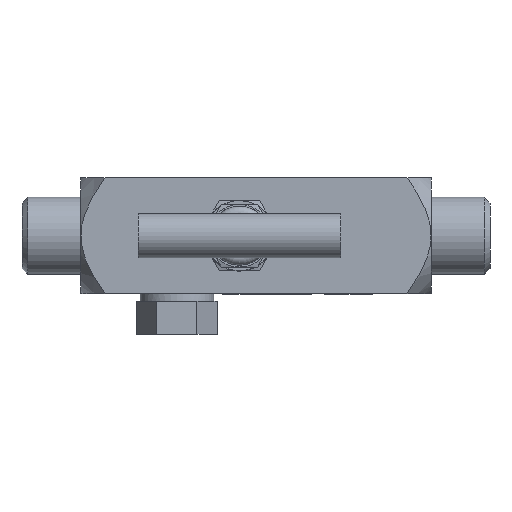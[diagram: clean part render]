
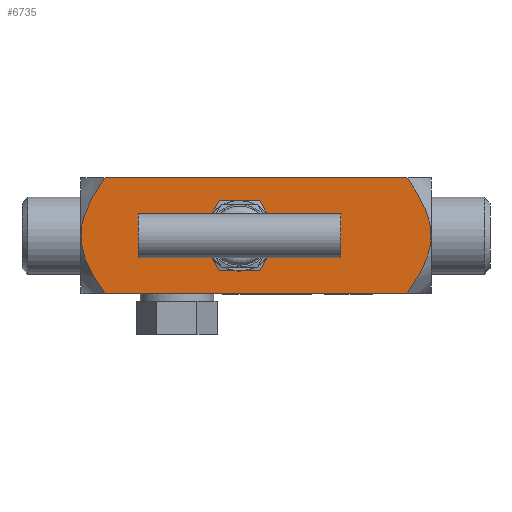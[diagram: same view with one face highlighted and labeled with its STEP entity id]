
A CAD part, left-side view. The second image highlights one B-rep face of the part: STEP entity #6735.
In plain terms, the highlighted planar face has unit normal (-1, 0, 0).
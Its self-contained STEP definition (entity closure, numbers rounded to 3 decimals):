
#160=(
BOUNDED_CURVE()
B_SPLINE_CURVE(2,(#10109,#10110,#10111),.UNSPECIFIED.,.F.,.F.)
B_SPLINE_CURVE_WITH_KNOTS((3,3),(1.617,3.987),
 .UNSPECIFIED.)
CURVE()
GEOMETRIC_REPRESENTATION_ITEM()
RATIONAL_B_SPLINE_CURVE((1.141,1.173,1.))
REPRESENTATION_ITEM('')
);
#162=(
BOUNDED_CURVE()
B_SPLINE_CURVE(2,(#10117,#10118,#10119),.UNSPECIFIED.,.F.,.F.)
B_SPLINE_CURVE_WITH_KNOTS((3,3),(3.987,6.358),
 .UNSPECIFIED.)
CURVE()
GEOMETRIC_REPRESENTATION_ITEM()
RATIONAL_B_SPLINE_CURVE((1.,1.173,1.141))
REPRESENTATION_ITEM('')
);
#164=(
BOUNDED_CURVE()
B_SPLINE_CURVE(2,(#10128,#10129,#10130),.UNSPECIFIED.,.F.,.F.)
B_SPLINE_CURVE_WITH_KNOTS((3,3),(1.05,3.207),
 .UNSPECIFIED.)
CURVE()
GEOMETRIC_REPRESENTATION_ITEM()
RATIONAL_B_SPLINE_CURVE((1.1,1.152,1.))
REPRESENTATION_ITEM('')
);
#165=(
BOUNDED_CURVE()
B_SPLINE_CURVE(2,(#10132,#10133,#10134),.UNSPECIFIED.,.F.,.F.)
B_SPLINE_CURVE_WITH_KNOTS((3,3),(3.207,5.365),
 .UNSPECIFIED.)
CURVE()
GEOMETRIC_REPRESENTATION_ITEM()
RATIONAL_B_SPLINE_CURVE((1.,1.152,1.1))
REPRESENTATION_ITEM('')
);
#448=PLANE('',#7231);
#757=FACE_OUTER_BOUND('',#1183,.T.);
#1183=EDGE_LOOP('',(#5033,#5034,#5035,#5036,#5037,#5038,#5039));
#1693=LINE('',#9965,#2186);
#1694=LINE('',#9969,#2187);
#1730=LINE('',#10135,#2223);
#2186=VECTOR('',#8109,10.);
#2187=VECTOR('',#8114,10.);
#2223=VECTOR('',#8276,10.);
#2927=VERTEX_POINT('',#9945);
#2932=VERTEX_POINT('',#9960);
#2933=VERTEX_POINT('',#9964);
#2974=VERTEX_POINT('',#10107);
#2975=VERTEX_POINT('',#10108);
#2976=VERTEX_POINT('',#10127);
#2977=VERTEX_POINT('',#10131);
#3666=EDGE_CURVE('',#2932,#2933,#1693,.T.);
#3669=EDGE_CURVE('',#2933,#2927,#1694,.T.);
#3732=EDGE_CURVE('',#2974,#2975,#160,.T.);
#3735=EDGE_CURVE('',#2975,#2927,#162,.T.);
#3739=EDGE_CURVE('',#2932,#2976,#164,.T.);
#3740=EDGE_CURVE('',#2976,#2977,#165,.T.);
#3741=EDGE_CURVE('',#2977,#2974,#1730,.T.);
#5033=ORIENTED_EDGE('',*,*,#3732,.T.);
#5034=ORIENTED_EDGE('',*,*,#3735,.T.);
#5035=ORIENTED_EDGE('',*,*,#3669,.F.);
#5036=ORIENTED_EDGE('',*,*,#3666,.F.);
#5037=ORIENTED_EDGE('',*,*,#3739,.T.);
#5038=ORIENTED_EDGE('',*,*,#3740,.T.);
#5039=ORIENTED_EDGE('',*,*,#3741,.T.);
#6735=ADVANCED_FACE('',(#757),#448,.T.);
#7231=AXIS2_PLACEMENT_3D('',#10126,#8274,#8275);
#8109=DIRECTION('',(0.,1.,0.));
#8114=DIRECTION('',(0.,1.,0.));
#8274=DIRECTION('center_axis',(-1.,0.,0.));
#8275=DIRECTION('ref_axis',(0.,0.,1.));
#8276=DIRECTION('',(0.,1.,0.));
#9945=CARTESIAN_POINT('',(-15.75,88.476,-15.75));
#9960=CARTESIAN_POINT('',(-15.75,6.524,-15.75));
#9964=CARTESIAN_POINT('',(-15.75,69.,-15.75));
#9965=CARTESIAN_POINT('',(-15.75,0.,-15.75));
#9969=CARTESIAN_POINT('',(-15.75,0.,-15.75));
#10107=CARTESIAN_POINT('',(-15.75,88.476,15.75));
#10108=CARTESIAN_POINT('',(-15.75,95.,0.));
#10109=CARTESIAN_POINT('Ctrl Pts',(-15.75,88.476,15.75));
#10110=CARTESIAN_POINT('Ctrl Pts',(-15.75,95.,6.524));
#10111=CARTESIAN_POINT('Ctrl Pts',(-15.75,95.,0.));
#10117=CARTESIAN_POINT('Ctrl Pts',(-15.75,95.,0.));
#10118=CARTESIAN_POINT('Ctrl Pts',(-15.75,95.,-6.524));
#10119=CARTESIAN_POINT('Ctrl Pts',(-15.75,88.476,-15.75));
#10126=CARTESIAN_POINT('Origin',(-15.75,0.,-15.75));
#10127=CARTESIAN_POINT('',(-15.75,0.,0.));
#10128=CARTESIAN_POINT('Ctrl Pts',(-15.75,6.524,-15.75));
#10129=CARTESIAN_POINT('Ctrl Pts',(-15.75,0.,-6.524));
#10130=CARTESIAN_POINT('Ctrl Pts',(-15.75,0.,0.));
#10131=CARTESIAN_POINT('',(-15.75,6.524,15.75));
#10132=CARTESIAN_POINT('Ctrl Pts',(-15.75,0.,0.));
#10133=CARTESIAN_POINT('Ctrl Pts',(-15.75,0.,6.524));
#10134=CARTESIAN_POINT('Ctrl Pts',(-15.75,6.524,15.75));
#10135=CARTESIAN_POINT('',(-15.75,0.,15.75));
